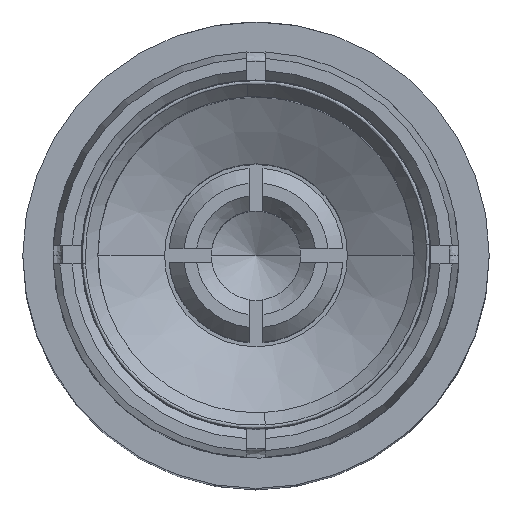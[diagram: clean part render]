
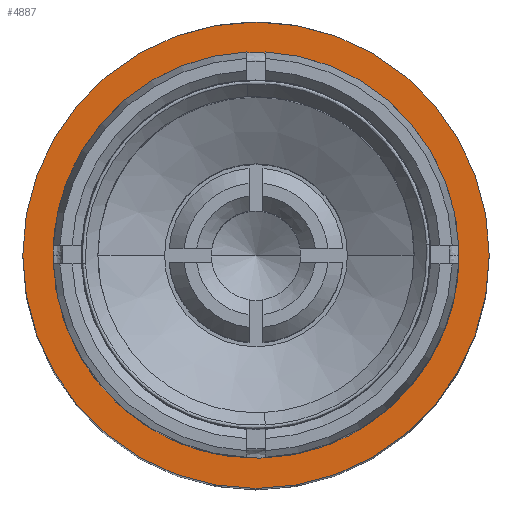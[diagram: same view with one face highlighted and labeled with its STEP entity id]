
A CAD part, top view. The second image highlights one B-rep face of the part: STEP entity #4887.
In plain terms, the highlighted planar face has unit normal (0, 0, 1).
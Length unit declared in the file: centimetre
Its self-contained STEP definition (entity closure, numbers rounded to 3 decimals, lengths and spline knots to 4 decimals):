
#18 = EDGE_LOOP ( 'NONE', ( #1566, #1567 ) ) ;
#22 = EDGE_LOOP ( 'NONE', ( #1568, #1553 ) ) ;
#234 = VERTEX_POINT ( 'NONE', #1347 ) ;
#350 = EDGE_CURVE ( 'NONE', #597, #583, #497, .T. ) ;
#497 =( BOUNDED_CURVE ( )  B_SPLINE_CURVE ( 3, ( #1438, #1433, #1432, #1439 ),
 .UNSPECIFIED., .F., .T. ) 
 B_SPLINE_CURVE_WITH_KNOTS ( ( 4, 4 ),
 ( 0., 0.5 ),
 .UNSPECIFIED. ) 
 CURVE ( )  GEOMETRIC_REPRESENTATION_ITEM ( )  RATIONAL_B_SPLINE_CURVE ( ( 1., 0.333, 0.333, 1. ) ) 
 REPRESENTATION_ITEM ( '' )  );
#583 = VERTEX_POINT ( 'NONE', #3822 ) ;
#591 = VERTEX_POINT ( 'NONE', #3827 ) ;
#597 = VERTEX_POINT ( 'NONE', #3829 ) ;
#745 = CARTESIAN_POINT ( 'NONE',  ( 0., 0., -1.016 ) ) ;
#746 = DIRECTION ( 'NONE',  ( 0., 0., -1. ) ) ;
#747 = DIRECTION ( 'NONE',  ( -1., 0., 0. ) ) ;
#1347 = CARTESIAN_POINT ( 'NONE',  ( 0.635, 0., -1.016 ) ) ;
#1432 = CARTESIAN_POINT ( 'NONE',  ( 0.5524, -1.1049, -1.016 ) ) ;
#1433 = CARTESIAN_POINT ( 'NONE',  ( -0.5525, -1.1049, -1.016 ) ) ;
#1438 = CARTESIAN_POINT ( 'NONE',  ( -0.5524, 0., -1.016 ) ) ;
#1439 = CARTESIAN_POINT ( 'NONE',  ( 0.5524, 0., -1.016 ) ) ;
#1553 = ORIENTED_EDGE ( 'NONE', *, *, #5309, .F. ) ;
#1566 = ORIENTED_EDGE ( 'NONE', *, *, #5319, .F. ) ;
#1567 = ORIENTED_EDGE ( 'NONE', *, *, #350, .F. ) ;
#1568 = ORIENTED_EDGE ( 'NONE', *, *, #3963, .F. ) ;
#1893 = CIRCLE ( 'NONE', #5416, 0.635 ) ;
#2702 = FACE_BOUND ( 'NONE', #18, .T. ) ;
#2703 = FACE_OUTER_BOUND ( 'NONE', #22, .T. ) ;
#2787 =( BOUNDED_CURVE ( )  B_SPLINE_CURVE ( 3, ( #3516, #3517, #3522, #3523 ),
 .UNSPECIFIED., .F., .F. ) 
 B_SPLINE_CURVE_WITH_KNOTS ( ( 4, 4 ),
 ( 0.5, 1. ),
 .UNSPECIFIED. ) 
 CURVE ( )  GEOMETRIC_REPRESENTATION_ITEM ( )  RATIONAL_B_SPLINE_CURVE ( ( 1., 0.333, 0.333, 1. ) ) 
 REPRESENTATION_ITEM ( '' )  );
#2950 = CARTESIAN_POINT ( 'NONE',  ( 0., 0., -1.016 ) ) ;
#2953 = PLANE ( 'NONE',  #4691 ) ;
#2955 = DIRECTION ( 'NONE',  ( 0., 0., -1. ) ) ;
#2956 = DIRECTION ( 'NONE',  ( -1., 0., 0. ) ) ;
#3417 = CIRCLE ( 'NONE', #4733, 0.635 ) ;
#3496 = CARTESIAN_POINT ( 'NONE',  ( 0., 0., -1.016 ) ) ;
#3497 = DIRECTION ( 'NONE',  ( 0., 0., -1. ) ) ;
#3498 = DIRECTION ( 'NONE',  ( -1., 0., 0. ) ) ;
#3516 = CARTESIAN_POINT ( 'NONE',  ( 0.5524, 0., -1.016 ) ) ;
#3517 = CARTESIAN_POINT ( 'NONE',  ( 0.5524, 1.1049, -1.016 ) ) ;
#3522 = CARTESIAN_POINT ( 'NONE',  ( -0.5524, 1.1049, -1.016 ) ) ;
#3523 = CARTESIAN_POINT ( 'NONE',  ( -0.5524, 0., -1.016 ) ) ;
#3822 = CARTESIAN_POINT ( 'NONE',  ( 0.5524, 0., -1.016 ) ) ;
#3827 = CARTESIAN_POINT ( 'NONE',  ( -0.635, 0., -1.016 ) ) ;
#3829 = CARTESIAN_POINT ( 'NONE',  ( -0.5524, 0., -1.016 ) ) ;
#3963 = EDGE_CURVE ( 'NONE', #591, #234, #1893, .T. ) ;
#4691 = AXIS2_PLACEMENT_3D ( 'NONE', #2950, #2955, #2956 ) ;
#4733 = AXIS2_PLACEMENT_3D ( 'NONE', #3496, #3497, #3498 ) ;
#4887 = ADVANCED_FACE ( 'NONE', ( #2702, #2703 ), #2953, .F. ) ;
#5309 = EDGE_CURVE ( 'NONE', #234, #591, #3417, .T. ) ;
#5319 = EDGE_CURVE ( 'NONE', #583, #597, #2787, .T. ) ;
#5416 = AXIS2_PLACEMENT_3D ( 'NONE', #745, #746, #747 ) ;
